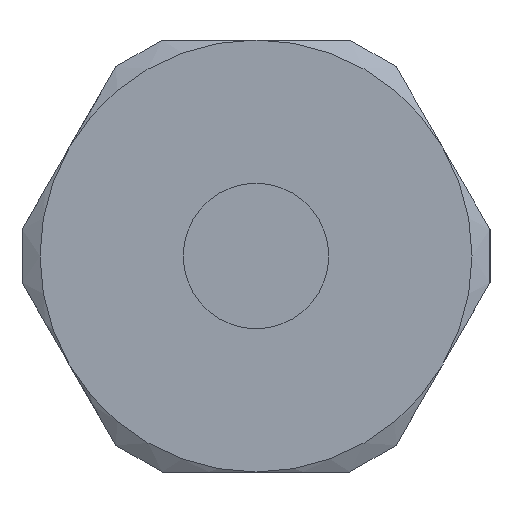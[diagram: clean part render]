
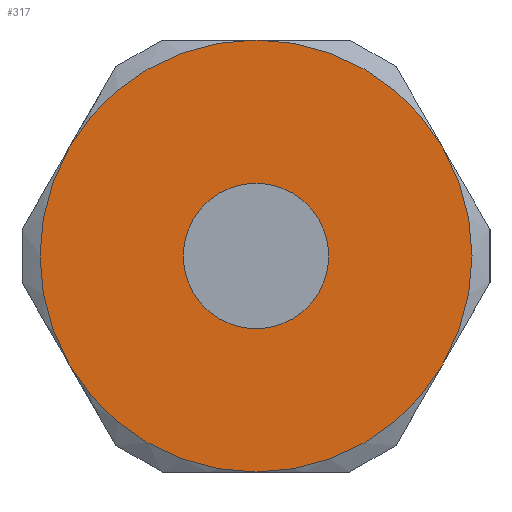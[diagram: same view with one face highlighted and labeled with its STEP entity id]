
A CAD part, left-side view. The second image highlights one B-rep face of the part: STEP entity #317.
In plain terms, the highlighted planar face has unit normal (-1, 0, 0).
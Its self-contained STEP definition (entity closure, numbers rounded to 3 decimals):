
#317 = ADVANCED_FACE( '', ( #614, #615 ), #616, .F. );
#614 = FACE_OUTER_BOUND( '', #901, .T. );
#615 = FACE_BOUND( '', #902, .T. );
#616 = PLANE( '', #903 );
#901 = EDGE_LOOP( '', ( #1553, #1554, #1555, #1556, #1557, #1558 ) );
#902 = EDGE_LOOP( '', ( #1559 ) );
#903 = AXIS2_PLACEMENT_3D( '', #1560, #1561, #1562 );
#1553 = ORIENTED_EDGE( '', *, *, #1722, .F. );
#1554 = ORIENTED_EDGE( '', *, *, #1908, .F. );
#1555 = ORIENTED_EDGE( '', *, *, #1678, .F. );
#1556 = ORIENTED_EDGE( '', *, *, #1717, .F. );
#1557 = ORIENTED_EDGE( '', *, *, #1791, .F. );
#1558 = ORIENTED_EDGE( '', *, *, #1770, .F. );
#1559 = ORIENTED_EDGE( '', *, *, #1911, .T. );
#1560 = CARTESIAN_POINT( '', ( 0., 0., 0. ) );
#1561 = DIRECTION( '', ( 1., 0., 0. ) );
#1562 = DIRECTION( '', ( 0., 0., -1. ) );
#1678 = EDGE_CURVE( '', #1965, #1966, #1967, .T. );
#1717 = EDGE_CURVE( '', #2035, #1965, #2036, .T. );
#1722 = EDGE_CURVE( '', #2041, #2043, #2044, .T. );
#1770 = EDGE_CURVE( '', #2043, #2076, #2116, .T. );
#1791 = EDGE_CURVE( '', #2076, #2035, #2147, .T. );
#1908 = EDGE_CURVE( '', #1966, #2041, #2291, .T. );
#1911 = EDGE_CURVE( '', #2294, #2294, #2295, .T. );
#1965 = VERTEX_POINT( '', #2357 );
#1966 = VERTEX_POINT( '', #2358 );
#1967 = CIRCLE( '', #2359, 15. );
#2035 = VERTEX_POINT( '', #2538 );
#2036 = CIRCLE( '', #2539, 15. );
#2041 = VERTEX_POINT( '', #2556 );
#2043 = VERTEX_POINT( '', #2563 );
#2044 = CIRCLE( '', #2564, 15. );
#2076 = VERTEX_POINT( '', #2661 );
#2116 = CIRCLE( '', #2764, 15. );
#2147 = CIRCLE( '', #2845, 15. );
#2291 = CIRCLE( '', #3186, 15. );
#2294 = VERTEX_POINT( '', #3192 );
#2295 = CIRCLE( '', #3193, 5.053 );
#2357 = CARTESIAN_POINT( '', ( 0., -12.99, -7.5 ) );
#2358 = CARTESIAN_POINT( '', ( 0., 0., -15. ) );
#2359 = AXIS2_PLACEMENT_3D( '', #3251, #3252, #3253 );
#2538 = CARTESIAN_POINT( '', ( 0., -12.99, 7.5 ) );
#2539 = AXIS2_PLACEMENT_3D( '', #3275, #3276, #3277 );
#2556 = CARTESIAN_POINT( '', ( 0., 12.99, -7.5 ) );
#2563 = CARTESIAN_POINT( '', ( 0., 12.99, 7.5 ) );
#2564 = AXIS2_PLACEMENT_3D( '', #3278, #3279, #3280 );
#2661 = CARTESIAN_POINT( '', ( 0., 0., 15. ) );
#2764 = AXIS2_PLACEMENT_3D( '', #3305, #3306, #3307 );
#2845 = AXIS2_PLACEMENT_3D( '', #3320, #3321, #3322 );
#3186 = AXIS2_PLACEMENT_3D( '', #3406, #3407, #3408 );
#3192 = CARTESIAN_POINT( '', ( 0., 0., -5.053 ) );
#3193 = AXIS2_PLACEMENT_3D( '', #3409, #3410, #3411 );
#3251 = CARTESIAN_POINT( '', ( 0., 0., 0. ) );
#3252 = DIRECTION( '', ( 1., 0., 0. ) );
#3253 = DIRECTION( '', ( 0., 0., -1. ) );
#3275 = CARTESIAN_POINT( '', ( 0., 0., 0. ) );
#3276 = DIRECTION( '', ( 1., 0., 0. ) );
#3277 = DIRECTION( '', ( 0., 0., -1. ) );
#3278 = CARTESIAN_POINT( '', ( 0., 0., 0. ) );
#3279 = DIRECTION( '', ( 1., 0., 0. ) );
#3280 = DIRECTION( '', ( 0., 0., -1. ) );
#3305 = CARTESIAN_POINT( '', ( 0., 0., 0. ) );
#3306 = DIRECTION( '', ( 1., 0., 0. ) );
#3307 = DIRECTION( '', ( 0., 0., -1. ) );
#3320 = CARTESIAN_POINT( '', ( 0., 0., 0. ) );
#3321 = DIRECTION( '', ( 1., 0., 0. ) );
#3322 = DIRECTION( '', ( 0., 0., -1. ) );
#3406 = CARTESIAN_POINT( '', ( 0., 0., 0. ) );
#3407 = DIRECTION( '', ( 1., 0., 0. ) );
#3408 = DIRECTION( '', ( 0., 0., -1. ) );
#3409 = CARTESIAN_POINT( '', ( 0., 0., 0. ) );
#3410 = DIRECTION( '', ( 1., 0., 0. ) );
#3411 = DIRECTION( '', ( 0., 0., -1. ) );
